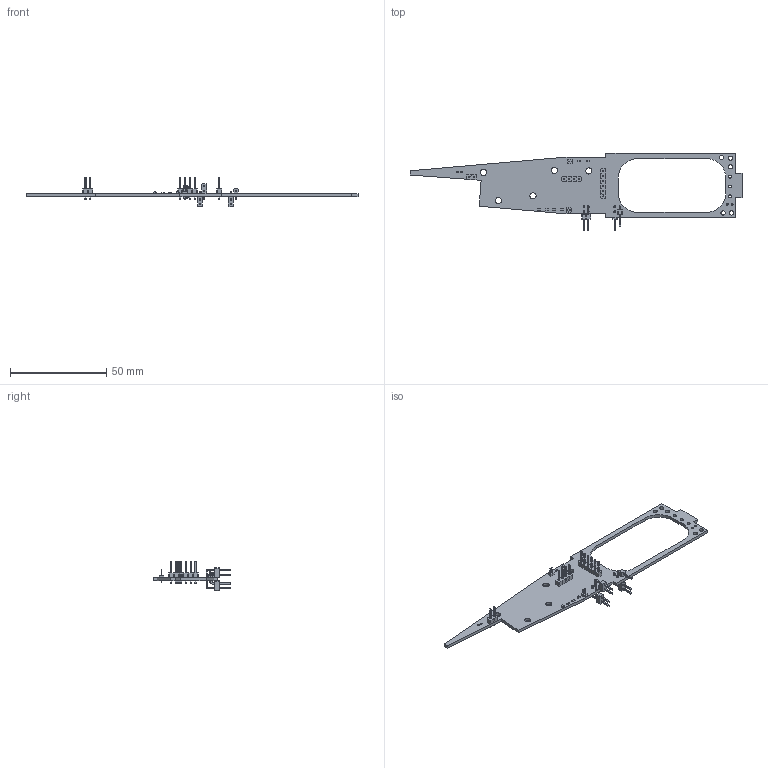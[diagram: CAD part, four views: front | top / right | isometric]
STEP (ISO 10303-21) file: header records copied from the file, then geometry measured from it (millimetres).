
FILE_DESCRIPTION(('KiCad electronic assembly'),'2;1');
FILE_NAME('sledpcb.step','2024-08-29T00:25:51',('Pcbnew'),('Kicad'), 'Open CASCADE STEP processor 7.7','KiCad to STEP converter','Unknown' );
FILE_SCHEMA(('AUTOMOTIVE_DESIGN { 1 0 10303 214 1 1 1 1 }'));
Length unit declared in the file: millimetre
Products named in the file (18): sledpcb 1; PinHeader_1x02_P1.27mm_Vertical; PinHeader_1x02_P127mm_Vertical; PinHeader_2x01_P2.54mm_Horizontal; PinHeader_2x01_P254mm_Horizontal; LED_0603_1608Metric; R_0603_1608Metric; PinHeader_1x06_P2.54mm_Vertical; PinHeader_1x06_P254mm_Vertical; PinHeader_1x04_P2.54mm_Vertical; PinHeader_1x04_P254mm_Vertical; PinHeader_1x01_P2.54mm_Horizontal; PinHeader_1x01_P254mm_Horizontal; PinHeader_1x02_P2.54mm_Vertical; PinHeader_1x02_P254mm_Vertical; sled_PCB
Assembly tree (24 placements, depth 3):
  sledpcb 1
    PinHeader_1x02_P1.27mm_Vertical  x2
      PinHeader_1x02_P127mm_Vertical
    PinHeader_2x01_P2.54mm_Horizontal  x3
      PinHeader_2x01_P254mm_Horizontal
    LED_0603_1608Metric  x3
      LED_0603_1608Metric
    R_0603_1608Metric  x3
      R_0603_1608Metric
    PinHeader_1x06_P2.54mm_Vertical
      PinHeader_1x06_P254mm_Vertical
    PinHeader_1x04_P2.54mm_Vertical
      PinHeader_1x04_P254mm_Vertical
    PinHeader_1x01_P2.54mm_Horizontal
      PinHeader_1x01_P254mm_Horizontal
    PinHeader_1x02_P2.54mm_Vertical
      PinHeader_1x02_P254mm_Vertical
    sled_PCB
Bounding box: 172.17 x 40.42 x 15.32 mm (x, y, z)
Volume: 4692.3 mm3; surface area: 7718.5 mm2
Topology: 16 solids, 16 shells, 888 faces, 2201 edges, 1394 vertices
Faces by surface type: plane 789, cylinder 99
Full cylindrical faces by diameter (mm): 0.65 x4, 0.9 x2, 1 x21, 1.52 x3, 2.2 x5, 3.2 x5
Entity records: 20839 total; most frequent: CARTESIAN_POINT 2944, ORIENTED_EDGE 2866, DIRECTION 2769, EDGE_CURVE 1433, LINE 1307, VECTOR 1307, VERTEX_POINT 906, AXIS2_PLACEMENT_3D 731
